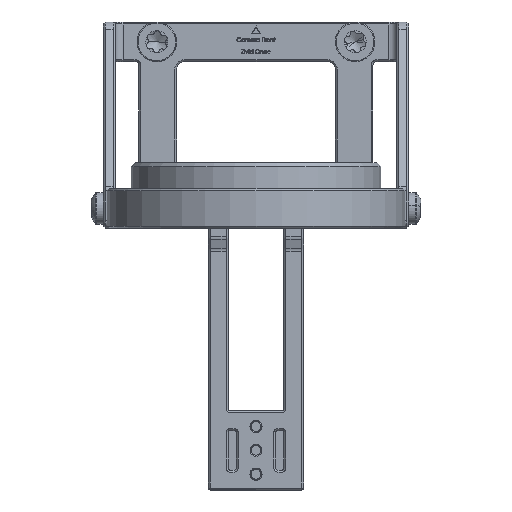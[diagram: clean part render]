
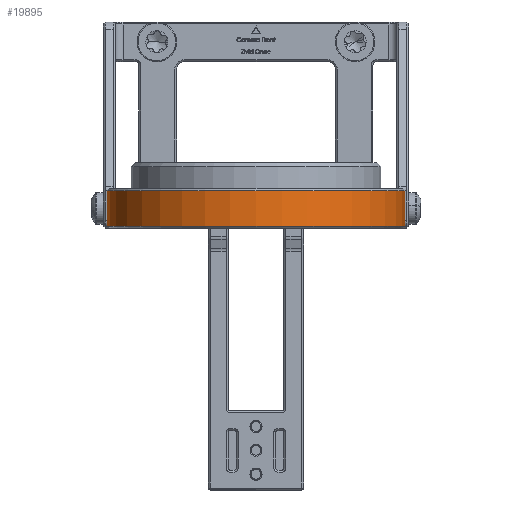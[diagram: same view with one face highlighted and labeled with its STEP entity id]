
A CAD part, front view. The second image highlights one B-rep face of the part: STEP entity #19895.
In plain terms, the highlighted cylindrical face has radius 37.5 mm (diameter 75 mm), a partial arc.
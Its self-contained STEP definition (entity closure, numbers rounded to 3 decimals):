
#3654 = ORIENTED_EDGE ( 'NONE', *, *, #11952, .T. ) ;
#4625 = VECTOR ( 'NONE', #5044, 1000. ) ;
#4983 = CARTESIAN_POINT ( 'NONE',  ( -37.5, 0., 4.5 ) ) ;
#5044 = DIRECTION ( 'NONE',  ( 0., 0., 1. ) ) ;
#7433 = DIRECTION ( 'NONE',  ( 1., 0., 0. ) ) ;
#11952 = EDGE_CURVE ( 'NONE', #16296, #30001, #20576, .T. ) ;
#12699 = CARTESIAN_POINT ( 'NONE',  ( 0., 0., 4.5 ) ) ;
#13364 = DIRECTION ( 'NONE',  ( 0., 0., 1. ) ) ;
#15826 = ORIENTED_EDGE ( 'NONE', *, *, #42792, .T. ) ;
#16059 = VERTEX_POINT ( 'NONE', #4983 ) ;
#16296 = VERTEX_POINT ( 'NONE', #50737 ) ;
#16728 = DIRECTION ( 'NONE',  ( 0., 0., -1. ) ) ;
#19895 = ADVANCED_FACE ( 'NONE', ( #36919 ), #27917, .T. ) ;
#20576 = CIRCLE ( 'NONE', #47303, 37.5 ) ;
#22666 = CARTESIAN_POINT ( 'NONE',  ( 0., 0., -5. ) ) ;
#22912 = AXIS2_PLACEMENT_3D ( 'NONE', #12699, #16728, #7433 ) ;
#27917 = CYLINDRICAL_SURFACE ( 'NONE', #59564, 37.5 ) ;
#29030 = EDGE_CURVE ( 'NONE', #30001, #46368, #55814, .T. ) ;
#30001 = VERTEX_POINT ( 'NONE', #43566 ) ;
#31142 = EDGE_CURVE ( 'NONE', #16296, #16059, #57828, .T. ) ;
#32287 = DIRECTION ( 'NONE',  ( 1., 0., 0. ) ) ;
#33680 = EDGE_LOOP ( 'NONE', ( #43005, #3654, #56107, #15826 ) ) ;
#36919 = FACE_OUTER_BOUND ( 'NONE', #33680, .T. ) ;
#37850 = DIRECTION ( 'NONE',  ( 1., 0., 0. ) ) ;
#42792 = EDGE_CURVE ( 'NONE', #46368, #16059, #49587, .T. ) ;
#43005 = ORIENTED_EDGE ( 'NONE', *, *, #31142, .F. ) ;
#43273 = DIRECTION ( 'NONE',  ( 0., 0., 1. ) ) ;
#43566 = CARTESIAN_POINT ( 'NONE',  ( 37.5, 0., -4.5 ) ) ;
#46368 = VERTEX_POINT ( 'NONE', #57937 ) ;
#47303 = AXIS2_PLACEMENT_3D ( 'NONE', #61068, #51757, #37850 ) ;
#49587 = CIRCLE ( 'NONE', #22912, 37.5 ) ;
#50737 = CARTESIAN_POINT ( 'NONE',  ( -37.5, 0., -4.5 ) ) ;
#51757 = DIRECTION ( 'NONE',  ( 0., 0., 1. ) ) ;
#52172 = VECTOR ( 'NONE', #43273, 1000. ) ;
#55814 = LINE ( 'NONE', #56745, #4625 ) ;
#56107 = ORIENTED_EDGE ( 'NONE', *, *, #29030, .T. ) ;
#56745 = CARTESIAN_POINT ( 'NONE',  ( 37.5, 0., -5. ) ) ;
#57828 = LINE ( 'NONE', #58133, #52172 ) ;
#57937 = CARTESIAN_POINT ( 'NONE',  ( 37.5, 0., 4.5 ) ) ;
#58133 = CARTESIAN_POINT ( 'NONE',  ( -37.5, 0., -5. ) ) ;
#59564 = AXIS2_PLACEMENT_3D ( 'NONE', #22666, #13364, #32287 ) ;
#61068 = CARTESIAN_POINT ( 'NONE',  ( 0., 0., -4.5 ) ) ;
